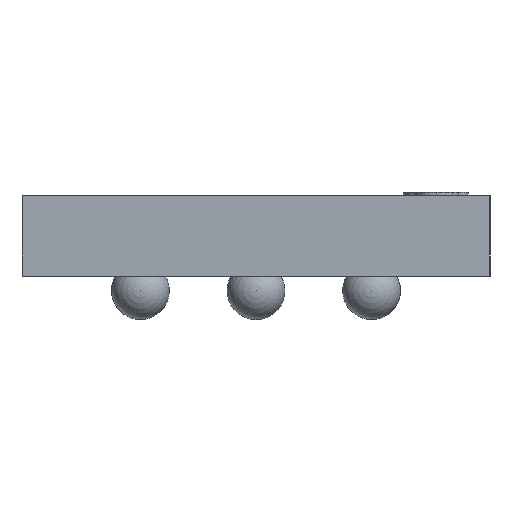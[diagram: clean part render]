
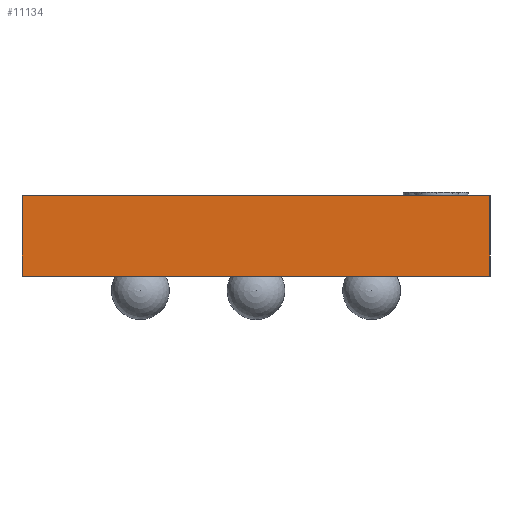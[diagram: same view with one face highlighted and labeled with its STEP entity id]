
A CAD part, left-side view. The second image highlights one B-rep face of the part: STEP entity #11134.
In plain terms, the highlighted planar face has unit normal (-1, 0, 0).
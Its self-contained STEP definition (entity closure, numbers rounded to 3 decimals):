
#23 = ORIENTED_EDGE ( 'NONE', *, *, #1846, .T. ) ;
#109 = ORIENTED_EDGE ( 'NONE', *, *, #8902, .F. ) ;
#367 = CARTESIAN_POINT ( 'NONE',  ( -0.81, -0.81, -0.01 ) ) ;
#374 = CARTESIAN_POINT ( 'NONE',  ( -0.81, 0.81, -0.01 ) ) ;
#864 = CARTESIAN_POINT ( 'NONE',  ( -0.81, 0.81, 0.25 ) ) ;
#915 = AXIS2_PLACEMENT_3D ( 'NONE', #1410, #5130, #2092 ) ;
#1410 = CARTESIAN_POINT ( 'NONE',  ( -0.81, 0.81, 0.25 ) ) ;
#1574 = EDGE_CURVE ( 'NONE', #8207, #5448, #7887, .T. ) ;
#1692 = EDGE_LOOP ( 'NONE', ( #5053, #109, #10379, #23 ) ) ;
#1846 = EDGE_CURVE ( 'NONE', #8207, #3894, #5980, .T. ) ;
#2092 = DIRECTION ( 'NONE',  ( 0., 1., 0. ) ) ;
#2370 = CARTESIAN_POINT ( 'NONE',  ( -0.81, 0.81, 0.27 ) ) ;
#3680 = LINE ( 'NONE', #864, #9438 ) ;
#3894 = VERTEX_POINT ( 'NONE', #5045 ) ;
#4869 = VECTOR ( 'NONE', #8689, 1000. ) ;
#4960 = PLANE ( 'NONE',  #915 ) ;
#5045 = CARTESIAN_POINT ( 'NONE',  ( -0.81, 0.81, 0.27 ) ) ;
#5053 = ORIENTED_EDGE ( 'NONE', *, *, #8093, .T. ) ;
#5130 = DIRECTION ( 'NONE',  ( 1., 0., 0. ) ) ;
#5448 = VERTEX_POINT ( 'NONE', #11762 ) ;
#5930 = CARTESIAN_POINT ( 'NONE',  ( -0.81, -0.81, 0.25 ) ) ;
#5980 = LINE ( 'NONE', #2370, #8370 ) ;
#7021 = DIRECTION ( 'NONE',  ( 0., 1., 0. ) ) ;
#7887 = LINE ( 'NONE', #5930, #4869 ) ;
#7905 = FACE_OUTER_BOUND ( 'NONE', #1692, .T. ) ;
#8093 = EDGE_CURVE ( 'NONE', #3894, #12047, #3680, .T. ) ;
#8207 = VERTEX_POINT ( 'NONE', #9198 ) ;
#8370 = VECTOR ( 'NONE', #7021, 1000. ) ;
#8655 = LINE ( 'NONE', #367, #9471 ) ;
#8689 = DIRECTION ( 'NONE',  ( 0., 0., -1. ) ) ;
#8902 = EDGE_CURVE ( 'NONE', #5448, #12047, #8655, .T. ) ;
#9198 = CARTESIAN_POINT ( 'NONE',  ( -0.81, -0.81, 0.27 ) ) ;
#9391 = DIRECTION ( 'NONE',  ( 0., 0., -1. ) ) ;
#9438 = VECTOR ( 'NONE', #9391, 1000. ) ;
#9471 = VECTOR ( 'NONE', #9715, 1000. ) ;
#9715 = DIRECTION ( 'NONE',  ( 0., 1., 0. ) ) ;
#10379 = ORIENTED_EDGE ( 'NONE', *, *, #1574, .F. ) ;
#11134 = ADVANCED_FACE ( 'NONE', ( #7905 ), #4960, .F. ) ;
#11762 = CARTESIAN_POINT ( 'NONE',  ( -0.81, -0.81, -0.01 ) ) ;
#12047 = VERTEX_POINT ( 'NONE', #374 ) ;
